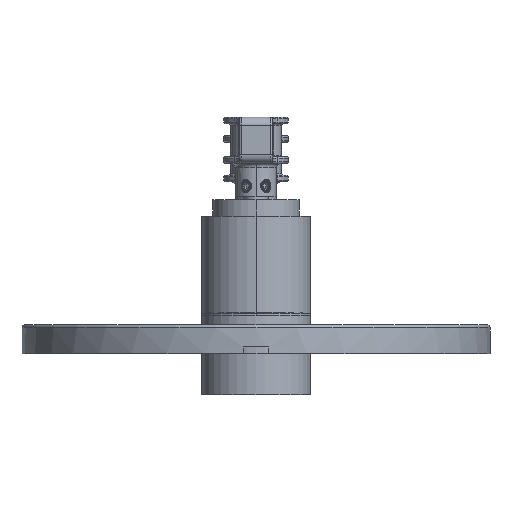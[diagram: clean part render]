
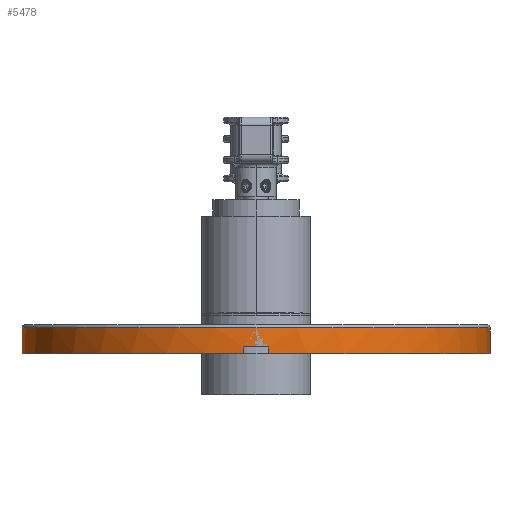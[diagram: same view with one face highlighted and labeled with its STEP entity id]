
A CAD part, front view. The second image highlights one B-rep face of the part: STEP entity #5478.
In plain terms, the highlighted cylindrical face has radius 90.043 mm (diameter 180.086 mm), a partial arc.
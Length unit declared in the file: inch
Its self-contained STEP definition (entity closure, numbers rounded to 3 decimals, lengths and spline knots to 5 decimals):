
#6=CARTESIAN_POINT('',(0.,0.,0.));
#7=DIRECTION('',(0.,1.,0.));
#8=DIRECTION('',(0.053,0.,0.999));
#9=AXIS2_PLACEMENT_3D('',#6,#7,#8);
#16=CARTESIAN_POINT('',(0.,0.,0.));
#17=DIRECTION('',(0.,1.,0.));
#18=DIRECTION('',(-1.,0.,0.));
#19=AXIS2_PLACEMENT_3D('',#16,#17,#18);
#1437=DIRECTION('',(0.,1.,0.));
#1438=VECTOR('',#1437,0.1);
#1439=CARTESIAN_POINT('',(0.1875,0.,3.54004));
#1440=LINE('',#1439,#1438);
#1441=CARTESIAN_POINT('',(0.,0.1,0.));
#1442=DIRECTION('',(0.,1.,0.));
#1443=DIRECTION('',(-0.053,0.,0.999));
#1444=AXIS2_PLACEMENT_3D('',#1441,#1442,#1443);
#1446=DIRECTION('',(0.,1.,0.));
#1447=VECTOR('',#1446,0.1);
#1448=CARTESIAN_POINT('',(-0.1875,0.,3.54004));
#1449=LINE('',#1448,#1447);
#1450=DIRECTION('',(0.,1.,0.));
#1451=VECTOR('',#1450,0.388);
#1452=CARTESIAN_POINT('',(-3.545,0.,0.));
#1453=LINE('',#1452,#1451);
#1454=CARTESIAN_POINT('',(0.,0.388,0.));
#1455=DIRECTION('',(0.,1.,0.));
#1456=DIRECTION('',(-1.,0.,0.));
#1457=AXIS2_PLACEMENT_3D('',#1454,#1455,#1456);
#1472=DIRECTION('',(0.,1.,0.));
#1473=VECTOR('',#1472,0.388);
#1474=CARTESIAN_POINT('',(3.545,0.,0.));
#1475=LINE('',#1474,#1473);
#3786=CARTESIAN_POINT('',(3.545,0.,0.));
#3787=CARTESIAN_POINT('',(-3.545,0.,0.));
#3788=VERTEX_POINT('',#3786);
#3789=VERTEX_POINT('',#3787);
#3822=CARTESIAN_POINT('',(3.545,0.388,0.));
#3823=CARTESIAN_POINT('',(-3.545,0.388,0.));
#3824=VERTEX_POINT('',#3822);
#3825=VERTEX_POINT('',#3823);
#4524=CARTESIAN_POINT('',(0.1875,0.,3.54004));
#4526=VERTEX_POINT('',#4524);
#4528=CARTESIAN_POINT('',(-0.1875,0.,3.54004));
#4530=VERTEX_POINT('',#4528);
#4532=CARTESIAN_POINT('',(0.1875,0.1,3.54004));
#4533=VERTEX_POINT('',#4532);
#4534=CARTESIAN_POINT('',(-0.1875,0.1,3.54004));
#4535=VERTEX_POINT('',#4534);
#5459=CARTESIAN_POINT('',(0.,0.,0.));
#5460=DIRECTION('',(0.,1.,0.));
#5461=DIRECTION('',(1.,0.,0.));
#5462=AXIS2_PLACEMENT_3D('',#5459,#5460,#5461);
#5463=CYLINDRICAL_SURFACE('',#5462,3.545);
#5464=ORIENTED_EDGE('',*,*,#4586,.T.);
#5466=ORIENTED_EDGE('',*,*,#5465,.F.);
#5468=ORIENTED_EDGE('',*,*,#5467,.F.);
#5469=ORIENTED_EDGE('',*,*,#4563,.F.);
#5471=ORIENTED_EDGE('',*,*,#5470,.T.);
#5472=ORIENTED_EDGE('',*,*,#5453,.T.);
#5474=ORIENTED_EDGE('',*,*,#5473,.F.);
#5475=ORIENTED_EDGE('',*,*,#4559,.F.);
#5476=EDGE_LOOP('',(#5464,#5466,#5468,#5469,#5471,#5472,#5474,#5475));
#5477=FACE_OUTER_BOUND('',#5476,.F.);
#5478=ADVANCED_FACE('',(#5477),#5463,.T.);
#10=CIRCLE('',#9,3.545);
#20=CIRCLE('',#19,3.545);
#1445=CIRCLE('',#1444,3.545);
#1458=CIRCLE('',#1457,3.545);
#4559=EDGE_CURVE('',#4526,#3788,#10,.T.);
#4563=EDGE_CURVE('',#3789,#4530,#20,.T.);
#4586=EDGE_CURVE('',#4526,#4533,#1440,.T.);
#5453=EDGE_CURVE('',#3825,#3824,#1458,.T.);
#5465=EDGE_CURVE('',#4535,#4533,#1445,.T.);
#5467=EDGE_CURVE('',#4530,#4535,#1449,.T.);
#5470=EDGE_CURVE('',#3789,#3825,#1453,.T.);
#5473=EDGE_CURVE('',#3788,#3824,#1475,.T.);
